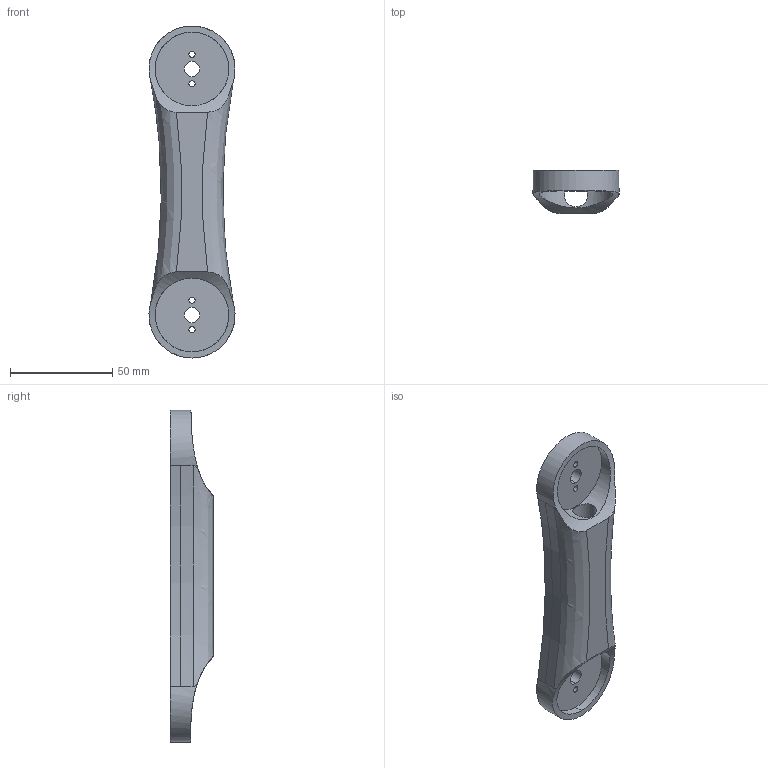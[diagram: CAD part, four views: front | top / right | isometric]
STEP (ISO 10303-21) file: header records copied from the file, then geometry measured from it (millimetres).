
FILE_DESCRIPTION (( 'STEP AP203' ), '1' );
FILE_NAME ('Fore Arm_Default_sldprt.STEP', '2024-11-27T15:21:51', ( '' ), ( '' ), 'SwSTEP 2.0', 'SolidWorks 2023', '' );
FILE_SCHEMA (( 'CONFIG_CONTROL_DESIGN' ));
Length unit declared in the file: millimetre
Products named in the file (1): Fore Arm_Default_sldprt
Bounding box: 41.97 x 21 x 162 mm (x, y, z)
Volume: 65164.6 mm3; surface area: 20877.6 mm2
Topology: 1 solids, 1 shells, 33 faces, 93 edges, 62 vertices
Faces by surface type: cylinder 21, bspline 8, plane 4
Entity records: 2052 total; most frequent: CARTESIAN_POINT 1146, ORIENTED_EDGE 186, DIRECTION 145, EDGE_CURVE 93, VERTEX_POINT 62, AXIS2_PLACEMENT_3D 57, EDGE_LOOP 47, FACE_OUTER_BOUND 33
